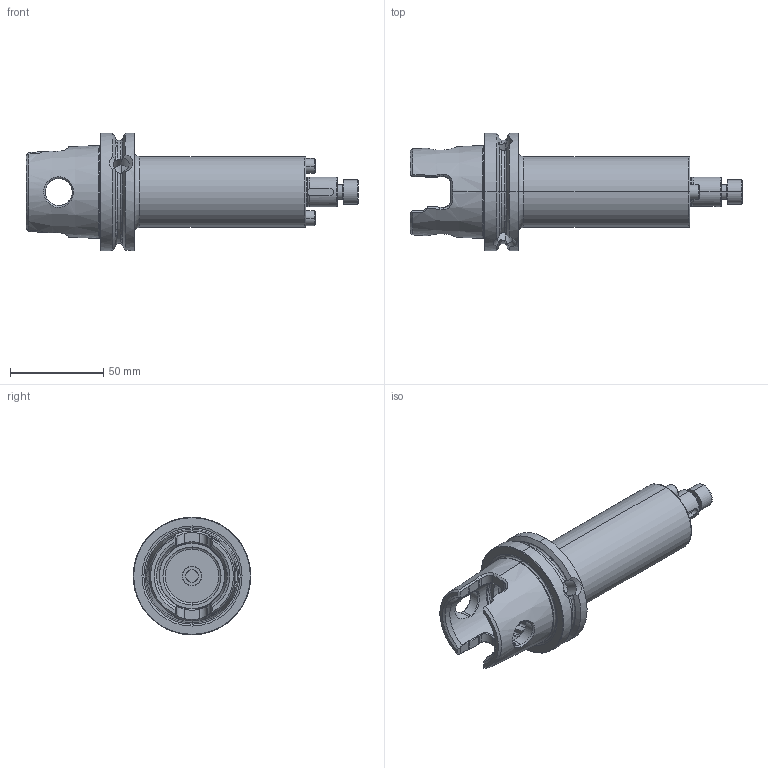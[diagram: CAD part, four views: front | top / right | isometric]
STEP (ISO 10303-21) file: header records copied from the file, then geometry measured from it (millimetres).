
FILE_DESCRIPTION (( 'STEP AP203' ), '1' );
FILE_NAME ('KY6.D16.K21.110.STEP', '2018-02-19T12:19:15', ( 'SWIAdmin' ), ( 'Hewlett-Packard Company' ), 'SwSTEP 2.0', 'SolidWorks 2017', '' );
FILE_SCHEMA (( 'CONFIG_CONTROL_DESIGN' ));
Length unit declared in the file: millimetre
Products named in the file (4): KY6.D16.K21.110; KY6-D16.K21.110_A; D16-ER1.002.025_A; D16-ER2.001.015_B
Assembly tree (4 placements, depth 2):
  KY6.D16.K21.110
    KY6-D16.K21.110_A
    D16-ER1.002.025_A
    D16-ER2.001.015_B  x2
Bounding box: 177.95 x 62.95 x 62.95 mm (x, y, z)
Volume: 184310.8 mm3; surface area: 37142.9 mm2
Topology: 4 solids, 4 shells, 392 faces, 958 edges, 570 vertices
Faces by surface type: cylinder 100, cone 94, plane 87, torus 61, bspline 50
Entity records: 13278 total; most frequent: CARTESIAN_POINT 5333, ORIENTED_EDGE 1670, DIRECTION 1412, EDGE_CURVE 835, AXIS2_PLACEMENT_3D 584, VERTEX_POINT 509, EDGE_LOOP 372, ADVANCED_FACE 347
